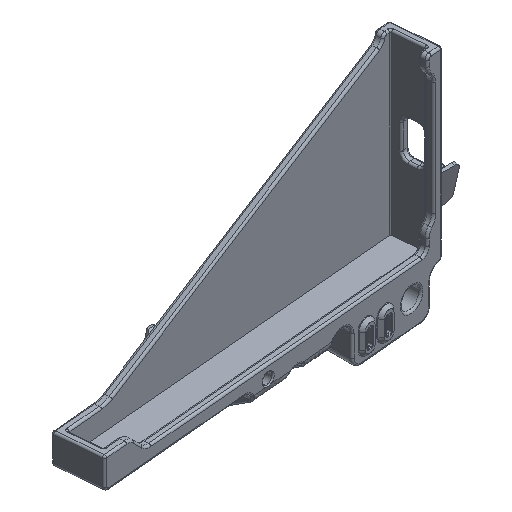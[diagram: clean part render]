
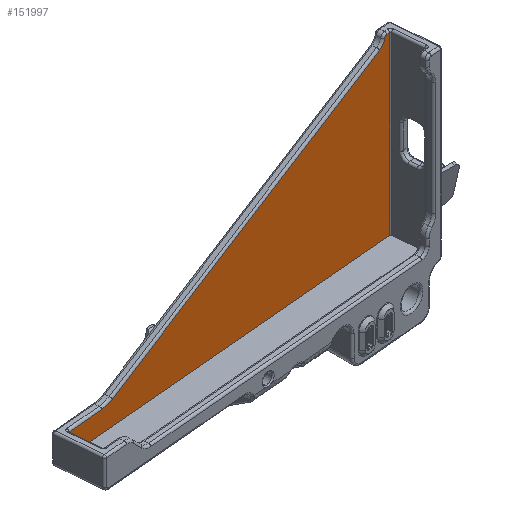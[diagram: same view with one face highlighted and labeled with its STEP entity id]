
A CAD part, isometric view. The second image highlights one B-rep face of the part: STEP entity #151997.
In plain terms, the highlighted free-form (B-spline) face has degree [1, 1] with [2, 2] control points.
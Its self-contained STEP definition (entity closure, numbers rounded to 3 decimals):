
#150944 = VERTEX_POINT('',#150945);
#150945 = CARTESIAN_POINT('',(107.577,-6.532,
    187.55));
#150953 = VERTEX_POINT('',#150954);
#150954 = CARTESIAN_POINT('',(-71.061,-22.161,
    100.53));
#150960 = EDGE_CURVE('',#150953,#150944,#150961,.T.);
#150961 = B_SPLINE_CURVE_WITH_KNOTS('',1,(#150962,#150963),
  .UNSPECIFIED.,.F.,.F.,(2,2),(-67.053,90.539),
  .PIECEWISE_BEZIER_KNOTS.);
#150962 = CARTESIAN_POINT('',(-71.061,-22.161,
    100.53));
#150963 = CARTESIAN_POINT('',(107.577,-6.532,
    187.55));
#150976 = VERTEX_POINT('',#150977);
#150977 = CARTESIAN_POINT('',(-78.212,-22.786,
    98.881));
#150983 = EDGE_CURVE('',#150976,#150953,#150984,.T.);
#150984 = ( BOUNDED_CURVE() B_SPLINE_CURVE(2,(#150985,#150986,#150987),
.UNSPECIFIED.,.F.,.F.) B_SPLINE_CURVE_WITH_KNOTS((3,3),(6.057,
6.509),.PIECEWISE_BEZIER_KNOTS.) CURVE() 
GEOMETRIC_REPRESENTATION_ITEM() RATIONAL_B_SPLINE_CURVE((1.,
0.975,1.)) REPRESENTATION_ITEM('') );
#150985 = CARTESIAN_POINT('',(-78.212,-22.786,
    98.881));
#150986 = CARTESIAN_POINT('',(-74.448,-22.457,
    98.881));
#150987 = CARTESIAN_POINT('',(-71.061,-22.161,
    100.53));
#151005 = VERTEX_POINT('',#151006);
#151006 = CARTESIAN_POINT('',(-99.918,-24.685,
    98.881));
#151012 = EDGE_CURVE('',#151005,#150976,#151013,.T.);
#151013 = B_SPLINE_CURVE_WITH_KNOTS('',1,(#151014,#151015),
  .UNSPECIFIED.,.F.,.F.,(2,2),(1.5,18.728),
  .PIECEWISE_BEZIER_KNOTS.);
#151014 = CARTESIAN_POINT('',(-99.918,-24.685,
    98.881));
#151015 = CARTESIAN_POINT('',(-78.212,-22.786,
    98.881));
#151603 = VERTEX_POINT('',#151604);
#151604 = CARTESIAN_POINT('',(114.276,-5.946,
    193.233));
#151632 = VERTEX_POINT('',#151633);
#151633 = CARTESIAN_POINT('',(112.279,-6.12,
    193.233));
#151639 = EDGE_CURVE('',#151632,#151603,#151640,.T.);
#151640 = B_SPLINE_CURVE_WITH_KNOTS('',1,(#151641,#151642),
  .UNSPECIFIED.,.F.,.F.,(2,2),(126.054,127.638),
  .PIECEWISE_BEZIER_KNOTS.);
#151641 = CARTESIAN_POINT('',(112.279,-6.12,
    193.233));
#151642 = CARTESIAN_POINT('',(114.276,-5.946,
    193.233));
#151658 = EDGE_CURVE('',#151659,#151632,#151661,.T.);
#151659 = VERTEX_POINT('',#151660);
#151660 = CARTESIAN_POINT('',(111.037,-6.229,
    192.18));
#151661 = ( BOUNDED_CURVE() B_SPLINE_CURVE(2,(#151662,#151663,#151664),
.UNSPECIFIED.,.F.,.F.) B_SPLINE_CURVE_WITH_KNOTS((3,3),(5.582,
6.984),.PIECEWISE_BEZIER_KNOTS.) CURVE() 
GEOMETRIC_REPRESENTATION_ITEM() RATIONAL_B_SPLINE_CURVE((1.,
0.764,1.)) REPRESENTATION_ITEM('') );
#151662 = CARTESIAN_POINT('',(111.037,-6.229,
    192.18));
#151663 = CARTESIAN_POINT('',(111.215,-6.213,
    193.233));
#151664 = CARTESIAN_POINT('',(112.279,-6.12,
    193.233));
#151688 = EDGE_CURVE('',#150944,#151659,#151689,.T.);
#151689 = ( BOUNDED_CURVE() B_SPLINE_CURVE(2,(#151690,#151691,#151692),
.UNSPECIFIED.,.F.,.F.) B_SPLINE_CURVE_WITH_KNOTS((3,3),(5.808,
6.759),.PIECEWISE_BEZIER_KNOTS.) CURVE() 
GEOMETRIC_REPRESENTATION_ITEM() RATIONAL_B_SPLINE_CURVE((1.,
0.889,1.)) REPRESENTATION_ITEM('') );
#151690 = CARTESIAN_POINT('',(107.577,-6.532,
    187.55));
#151691 = CARTESIAN_POINT('',(110.494,-6.277,
    188.971));
#151692 = CARTESIAN_POINT('',(111.037,-6.229,
    192.18));
#151819 = EDGE_CURVE('',#151820,#151005,#151822,.T.);
#151820 = VERTEX_POINT('',#151821);
#151821 = CARTESIAN_POINT('',(-99.918,-24.685,
    86.233));
#151822 = B_SPLINE_CURVE_WITH_KNOTS('',1,(#151823,#151824),
  .UNSPECIFIED.,.F.,.F.,(2,2),(0.,10.),.PIECEWISE_BEZIER_KNOTS.);
#151823 = CARTESIAN_POINT('',(-99.918,-24.685,
    86.233));
#151824 = CARTESIAN_POINT('',(-99.918,-24.685,
    98.881));
#151978 = VERTEX_POINT('',#151979);
#151979 = CARTESIAN_POINT('',(114.276,-5.946,
    86.233));
#151985 = EDGE_CURVE('',#151603,#151978,#151986,.T.);
#151986 = B_SPLINE_CURVE_WITH_KNOTS('',1,(#151987,#151988),
  .UNSPECIFIED.,.F.,.F.,(2,2),(-84.6,0.),.PIECEWISE_BEZIER_KNOTS.);
#151987 = CARTESIAN_POINT('',(114.276,-5.946,
    193.233));
#151988 = CARTESIAN_POINT('',(114.276,-5.946,
    86.233));
#151997 = ADVANCED_FACE('',(#151998),#152013,.T.);
#151998 = FACE_BOUND('',#151999,.T.);
#151999 = EDGE_LOOP('',(#152000,#152001,#152002,#152007,#152008,#152009,
    #152010,#152011,#152012));
#152000 = ORIENTED_EDGE('',*,*,#151012,.F.);
#152001 = ORIENTED_EDGE('',*,*,#151819,.F.);
#152002 = ORIENTED_EDGE('',*,*,#152003,.F.);
#152003 = EDGE_CURVE('',#151978,#151820,#152004,.T.);
#152004 = B_SPLINE_CURVE_WITH_KNOTS('',1,(#152005,#152006),
  .UNSPECIFIED.,.F.,.F.,(2,2),(-127.75,42.25),.PIECEWISE_BEZIER_KNOTS.);
#152005 = CARTESIAN_POINT('',(114.276,-5.946,
    86.233));
#152006 = CARTESIAN_POINT('',(-99.918,-24.685,
    86.233));
#152007 = ORIENTED_EDGE('',*,*,#151985,.F.);
#152008 = ORIENTED_EDGE('',*,*,#151639,.F.);
#152009 = ORIENTED_EDGE('',*,*,#151658,.F.);
#152010 = ORIENTED_EDGE('',*,*,#151688,.F.);
#152011 = ORIENTED_EDGE('',*,*,#150960,.F.);
#152012 = ORIENTED_EDGE('',*,*,#150983,.F.);
#152013 = B_SPLINE_SURFACE_WITH_KNOTS('',1,1,(
    (#152014,#152015)
    ,(#152016,#152017
    )),.UNSPECIFIED.,.F.,.F.,.F.,(2,2),(2,2),(0.5,170.5),(
    0.,84.6),.PIECEWISE_BEZIER_KNOTS.);
#152014 = CARTESIAN_POINT('',(-99.918,-24.685,
    86.233));
#152015 = CARTESIAN_POINT('',(-99.918,-24.685,
    193.233));
#152016 = CARTESIAN_POINT('',(114.276,-5.946,
    86.233));
#152017 = CARTESIAN_POINT('',(114.276,-5.946,
    193.233));
